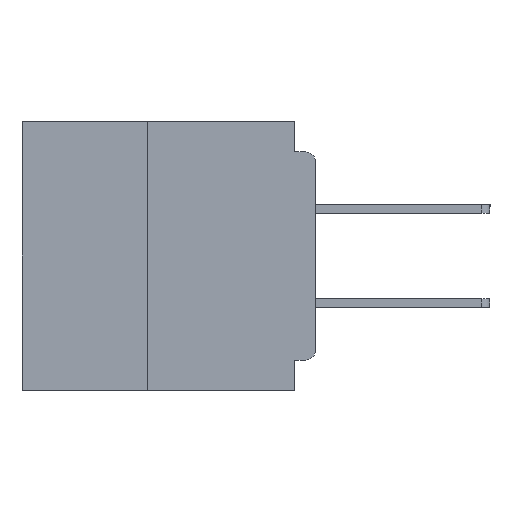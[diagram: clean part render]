
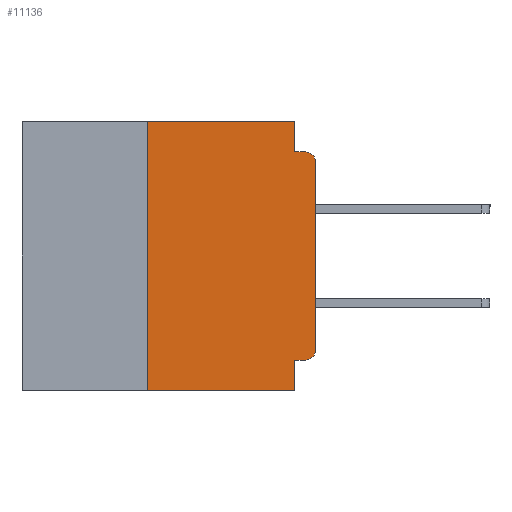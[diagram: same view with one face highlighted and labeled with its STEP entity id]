
A CAD part, left-side view. The second image highlights one B-rep face of the part: STEP entity #11136.
In plain terms, the highlighted planar face has unit normal (-1, 0, 0).
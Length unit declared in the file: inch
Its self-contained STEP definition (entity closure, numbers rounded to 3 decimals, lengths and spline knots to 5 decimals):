
#298 = DIRECTION ( 'NONE',  ( -1., 0., 0. ) ) ;
#1414 = CARTESIAN_POINT ( 'NONE',  ( 0., 0.031, 0. ) ) ;
#3494 = EDGE_CURVE ( 'NONE', #47353, #40467, #18437, .T. ) ;
#3804 = VERTEX_POINT ( 'NONE', #6212 ) ;
#3840 = CARTESIAN_POINT ( 'NONE',  ( 0., 0.437, 0. ) ) ;
#6212 = CARTESIAN_POINT ( 'NONE',  ( 0., 0.015, -0.045 ) ) ;
#6814 = DIRECTION ( 'NONE',  ( 0., 0., 1. ) ) ;
#8378 = EDGE_CURVE ( 'NONE', #16444, #26354, #9006, .T. ) ;
#8632 = CARTESIAN_POINT ( 'NONE',  ( 0., 0.031, -0.4 ) ) ;
#8705 = VECTOR ( 'NONE', #50052, 39.37008 ) ;
#9006 = LINE ( 'NONE', #3840, #19813 ) ;
#9749 = CARTESIAN_POINT ( 'NONE',  ( 0., 0.015, -0.355 ) ) ;
#10904 = VECTOR ( 'NONE', #57316, 39.37008 ) ;
#11136 = ADVANCED_FACE ( 'NONE', ( #28877 ), #13727, .F. ) ;
#11394 = ORIENTED_EDGE ( 'NONE', *, *, #44088, .F. ) ;
#11520 = CARTESIAN_POINT ( 'NONE',  ( 0., 0., -0.045 ) ) ;
#12403 = EDGE_CURVE ( 'NONE', #19442, #3804, #46156, .T. ) ;
#13143 = EDGE_CURVE ( 'NONE', #26354, #19442, #54670, .T. ) ;
#13487 = EDGE_LOOP ( 'NONE', ( #30545, #36451, #15927, #54087, #26148, #11394, #18502, #41803, #38828, #29810 ) ) ;
#13727 = PLANE ( 'NONE',  #20557 ) ;
#15927 = ORIENTED_EDGE ( 'NONE', *, *, #12403, .F. ) ;
#15987 = DIRECTION ( 'NONE',  ( 0., 0., 1. ) ) ;
#16444 = VERTEX_POINT ( 'NONE', #43547 ) ;
#16994 = VECTOR ( 'NONE', #17929, 39.37008 ) ;
#17247 = DIRECTION ( 'NONE',  ( 0., -1., 0. ) ) ;
#17929 = DIRECTION ( 'NONE',  ( 0., 1., 0. ) ) ;
#18032 = VECTOR ( 'NONE', #25747, 39.37008 ) ;
#18370 = DIRECTION ( 'NONE',  ( 0., 0., -1. ) ) ;
#18437 = LINE ( 'NONE', #27210, #16994 ) ;
#18502 = ORIENTED_EDGE ( 'NONE', *, *, #59573, .T. ) ;
#19139 = VERTEX_POINT ( 'NONE', #51952 ) ;
#19442 = VERTEX_POINT ( 'NONE', #49304 ) ;
#19813 = VECTOR ( 'NONE', #59083, 39.37008 ) ;
#20557 = AXIS2_PLACEMENT_3D ( 'NONE', #22817, #45897, #18370 ) ;
#20949 = LINE ( 'NONE', #8632, #8705 ) ;
#21117 = CARTESIAN_POINT ( 'NONE',  ( 0., 0.031, 0. ) ) ;
#22595 = AXIS2_PLACEMENT_3D ( 'NONE', #53419, #25967, #58025 ) ;
#22817 = CARTESIAN_POINT ( 'NONE',  ( 0., 0.437, 0. ) ) ;
#25747 = DIRECTION ( 'NONE',  ( 0., 0., -1. ) ) ;
#25872 = VERTEX_POINT ( 'NONE', #44089 ) ;
#25967 = DIRECTION ( 'NONE',  ( -1., 0., 0. ) ) ;
#26148 = ORIENTED_EDGE ( 'NONE', *, *, #8378, .F. ) ;
#26354 = VERTEX_POINT ( 'NONE', #1414 ) ;
#27210 = CARTESIAN_POINT ( 'NONE',  ( 0., 0., -0.355 ) ) ;
#27929 = CARTESIAN_POINT ( 'NONE',  ( 0., 0.015, -0.06 ) ) ;
#28877 = FACE_OUTER_BOUND ( 'NONE', #13487, .T. ) ;
#29810 = ORIENTED_EDGE ( 'NONE', *, *, #59056, .T. ) ;
#30545 = ORIENTED_EDGE ( 'NONE', *, *, #48190, .T. ) ;
#30981 = CARTESIAN_POINT ( 'NONE',  ( 0., 0.437, -0.4 ) ) ;
#32172 = LINE ( 'NONE', #43574, #55106 ) ;
#32550 = DIRECTION ( 'NONE',  ( 0., 0., -1. ) ) ;
#36451 = ORIENTED_EDGE ( 'NONE', *, *, #43794, .T. ) ;
#36611 = VECTOR ( 'NONE', #17247, 39.37008 ) ;
#38828 = ORIENTED_EDGE ( 'NONE', *, *, #3494, .F. ) ;
#38898 = CARTESIAN_POINT ( 'NONE',  ( 0., 0.25, -0.4 ) ) ;
#40467 = VERTEX_POINT ( 'NONE', #53360 ) ;
#41803 = ORIENTED_EDGE ( 'NONE', *, *, #44988, .F. ) ;
#43547 = CARTESIAN_POINT ( 'NONE',  ( 0., 0.25, 0. ) ) ;
#43574 = CARTESIAN_POINT ( 'NONE',  ( 0., 0., 0. ) ) ;
#43794 = EDGE_CURVE ( 'NONE', #19139, #3804, #49131, .T. ) ;
#44031 = VECTOR ( 'NONE', #15987, 39.37008 ) ;
#44088 = EDGE_CURVE ( 'NONE', #25872, #16444, #45498, .T. ) ;
#44089 = CARTESIAN_POINT ( 'NONE',  ( 0., 0.25, -0.4 ) ) ;
#44988 = EDGE_CURVE ( 'NONE', #40467, #45186, #20949, .T. ) ;
#45186 = VERTEX_POINT ( 'NONE', #52041 ) ;
#45498 = LINE ( 'NONE', #38898, #44031 ) ;
#45897 = DIRECTION ( 'NONE',  ( 1., 0., 0. ) ) ;
#46156 = LINE ( 'NONE', #11520, #10904 ) ;
#46780 = AXIS2_PLACEMENT_3D ( 'NONE', #27929, #298, #32550 ) ;
#47353 = VERTEX_POINT ( 'NONE', #9749 ) ;
#48190 = EDGE_CURVE ( 'NONE', #49787, #19139, #32172, .T. ) ;
#48829 = LINE ( 'NONE', #30981, #36611 ) ;
#49131 = CIRCLE ( 'NONE', #46780, 0.015 ) ;
#49304 = CARTESIAN_POINT ( 'NONE',  ( 0., 0.031, -0.045 ) ) ;
#49787 = VERTEX_POINT ( 'NONE', #50317 ) ;
#50052 = DIRECTION ( 'NONE',  ( 0., 0., -1. ) ) ;
#50317 = CARTESIAN_POINT ( 'NONE',  ( 0., 0., -0.34 ) ) ;
#51952 = CARTESIAN_POINT ( 'NONE',  ( 0., 0., -0.06 ) ) ;
#52041 = CARTESIAN_POINT ( 'NONE',  ( 0., 0.031, -0.4 ) ) ;
#53360 = CARTESIAN_POINT ( 'NONE',  ( 0., 0.031, -0.355 ) ) ;
#53419 = CARTESIAN_POINT ( 'NONE',  ( 0., 0.015, -0.34 ) ) ;
#54087 = ORIENTED_EDGE ( 'NONE', *, *, #13143, .F. ) ;
#54670 = LINE ( 'NONE', #21117, #18032 ) ;
#55106 = VECTOR ( 'NONE', #6814, 39.37008 ) ;
#56068 = CIRCLE ( 'NONE', #22595, 0.015 ) ;
#57316 = DIRECTION ( 'NONE',  ( 0., -1., 0. ) ) ;
#58025 = DIRECTION ( 'NONE',  ( 0., 0., -1. ) ) ;
#59056 = EDGE_CURVE ( 'NONE', #47353, #49787, #56068, .T. ) ;
#59083 = DIRECTION ( 'NONE',  ( 0., -1., 0. ) ) ;
#59573 = EDGE_CURVE ( 'NONE', #25872, #45186, #48829, .T. ) ;
